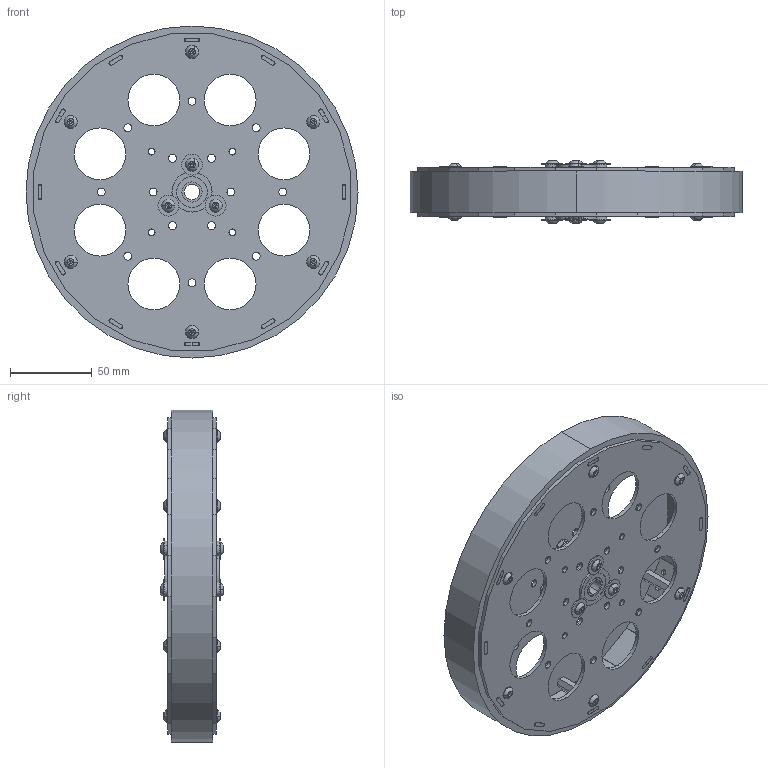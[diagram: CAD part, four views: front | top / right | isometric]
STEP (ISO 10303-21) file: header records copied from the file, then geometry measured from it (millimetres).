
FILE_DESCRIPTION (( 'STEP AP203' ), '1' );
FILE_NAME ('IFI-WHEEL-ASSY-810-38.STEP', '2006-11-08T19:23:26', ( 'Innovation First, Inc.' ), ( 'Innovation First, Inc.' ), 'SwSTEP 2.0', 'SolidWorks 2006052', '' );
FILE_SCHEMA (( 'CONFIG_CONTROL_DESIGN' ));
Length unit declared in the file: inch
Products named in the file (10): Nylock 8-32; FR6ZZ; WFT-190-0353-062-NY; 8x10; SBS_SBS0832-0500SS; IFI-WHEEL-ASSY-810-38; WFT-188-050-030-SS; THF0832-0250-1000; TB-WHEEL-RIM-810 RevG; TB-WHEEL-HUB-838 RevG
Assembly tree (50 placements, depth 2):
  IFI-WHEEL-ASSY-810-38
    WFT-188-050-030-SS  x6
    SBS_SBS0832-0500SS  x18
    TB-WHEEL-RIM-810 RevG  x3
    WFT-190-0353-062-NY  x6
    THF0832-0250-1000  x6
    TB-WHEEL-HUB-838 RevG  x2
    Nylock 8-32  x6
    FR6ZZ  x2
    8x10
Bounding box: 203.2 x 39.07 x 203.2 mm (x, y, z)
Volume: 269963.6 mm3; surface area: 191863.3 mm2
Topology: 50 solids, 50 shells, 1484 faces, 3618 edges, 2246 vertices
Faces by surface type: plane 766, cylinder 574, cone 84, sphere 36, torus 24
Entity records: 14638 total; most frequent: DIRECTION 2286, CARTESIAN_POINT 2195, ORIENTED_EDGE 2020, EDGE_CURVE 1010, AXIS2_PLACEMENT_3D 848, VERTEX_POINT 645, VECTOR 590, LINE 590
